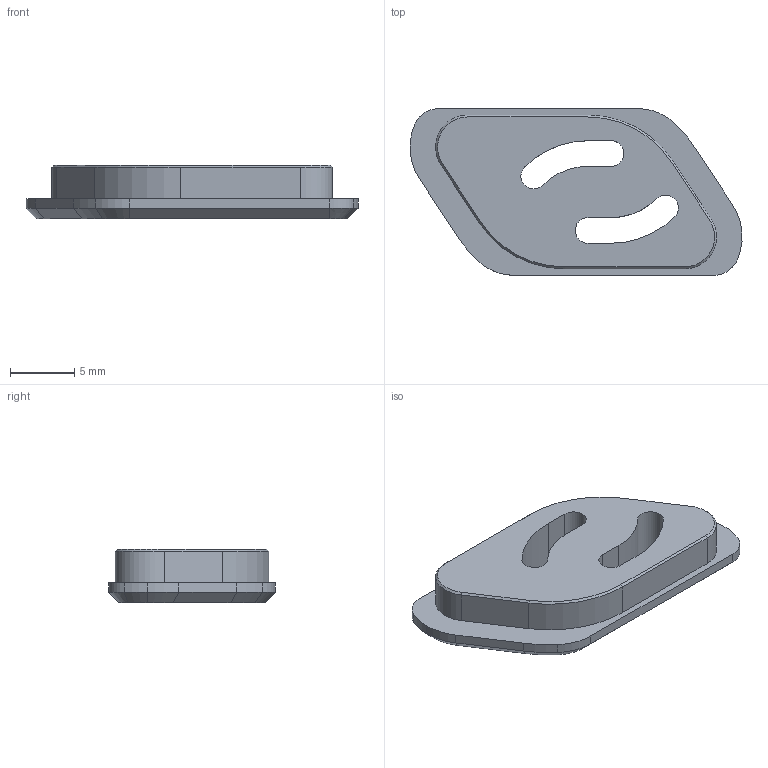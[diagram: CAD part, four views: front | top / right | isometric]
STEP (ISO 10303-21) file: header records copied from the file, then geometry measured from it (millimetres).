
FILE_DESCRIPTION (( 'STEP AP214' ), '1' );
FILE_NAME ('2.6R O3Key^Apex Dead Cat.STEP', '2023-03-13T00:32:02', ( '' ), ( '' ), 'SwSTEP 2.0', 'SolidWorks 2022', '' );
FILE_SCHEMA (( 'AUTOMOTIVE_DESIGN' ));
Length unit declared in the file: millimetre
Products named in the file (1): 2.6R O3Key^Apex Dead Cat
Bounding box: 25.9 x 13 x 4.15 mm (x, y, z)
Volume: 813.2 mm3; surface area: 872.8 mm2
Topology: 1 solids, 1 shells, 61 faces, 152 edges, 94 vertices
Faces by surface type: cylinder 24, plane 23, cone 14
Entity records: 1854 total; most frequent: DIRECTION 338, CARTESIAN_POINT 308, ORIENTED_EDGE 304, EDGE_CURVE 152, AXIS2_PLACEMENT_3D 124, VERTEX_POINT 94, VECTOR 90, LINE 90
